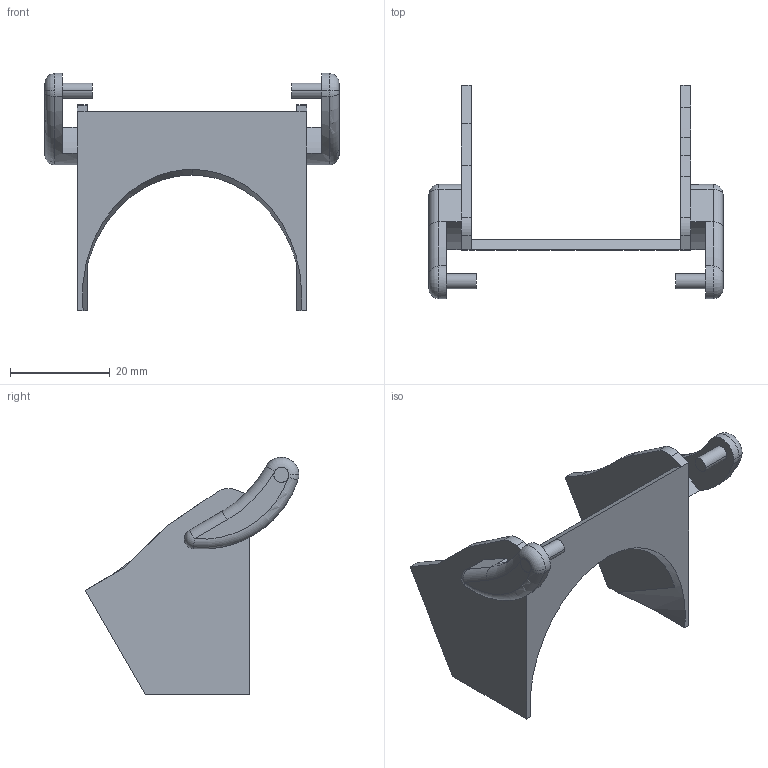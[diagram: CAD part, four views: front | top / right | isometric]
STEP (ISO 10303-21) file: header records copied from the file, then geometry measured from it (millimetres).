
FILE_DESCRIPTION (( 'STEP AP214' ), '1' );
FILE_NAME ('slope.STEP', '2025-01-12T00:09:40', ( '' ), ( '' ), 'SwSTEP 2.0', 'SolidWorks 2024', '' );
FILE_SCHEMA (( 'AUTOMOTIVE_DESIGN' ));
Length unit declared in the file: millimetre
Products named in the file (1): slope
Bounding box: 59 x 42.85 x 47.6 mm (x, y, z)
Volume: 6680.4 mm3; surface area: 7030.7 mm2
Topology: 3 solids, 3 shells, 67 faces, 165 edges, 100 vertices
Faces by surface type: plane 29, cylinder 28, torus 8, sphere 2
Entity records: 2000 total; most frequent: DIRECTION 363, CARTESIAN_POINT 347, ORIENTED_EDGE 324, EDGE_CURVE 162, AXIS2_PLACEMENT_3D 139, VERTEX_POINT 99, LINE 85, VECTOR 85
